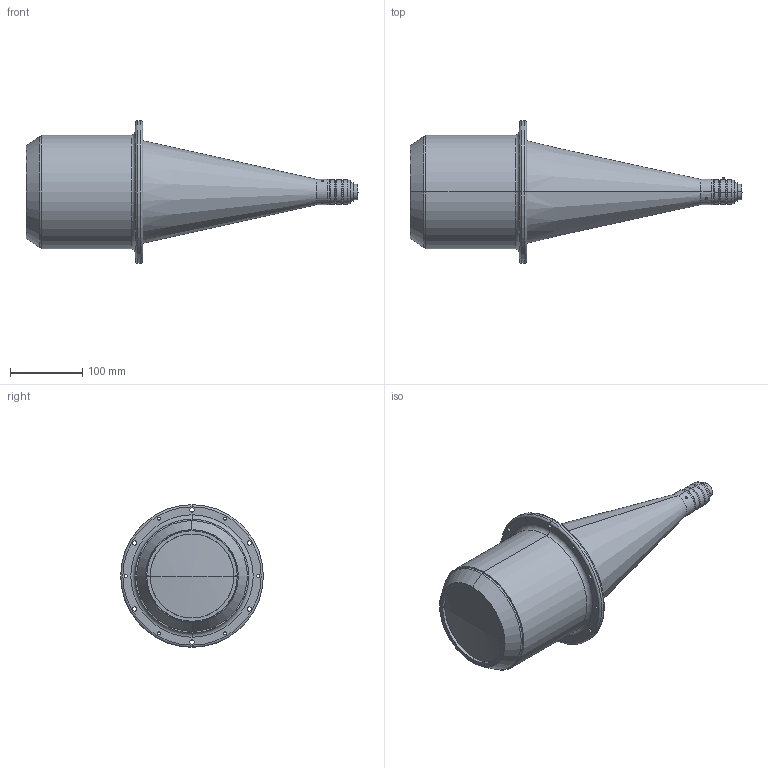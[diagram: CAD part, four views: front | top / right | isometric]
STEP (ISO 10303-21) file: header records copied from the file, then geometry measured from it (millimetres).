
FILE_DESCRIPTION (( 'STEP AP203' ), '1' );
FILE_NAME ('PC12030HP.STEP', '2009-11-11T15:23:27', ( 'Opto Engineering' ), ( 'Opto Engineering' ), 'SwSTEP 2.0', 'SolidWorks 2005037', '' );
FILE_SCHEMA (( 'CONFIG_CONTROL_DESIGN' ));
Length unit declared in the file: millimetre
Products named in the file (1): PC12030HP
Bounding box: 458.49 x 197 x 197 mm (x, y, z)
Surface area: 215800.2 mm2 (no closed solid volume)
Topology: 0 solids, 9 shells, 150 faces, 390 edges, 260 vertices
Faces by surface type: cylinder 100, plane 26, cone 14, torus 6, sphere 4
Entity records: 5093 total; most frequent: CARTESIAN_POINT 1109, DIRECTION 912, ORIENTED_EDGE 708, AXIS2_PLACEMENT_3D 391, EDGE_CURVE 390, VERTEX_POINT 260, CIRCLE 240, EDGE_LOOP 207
